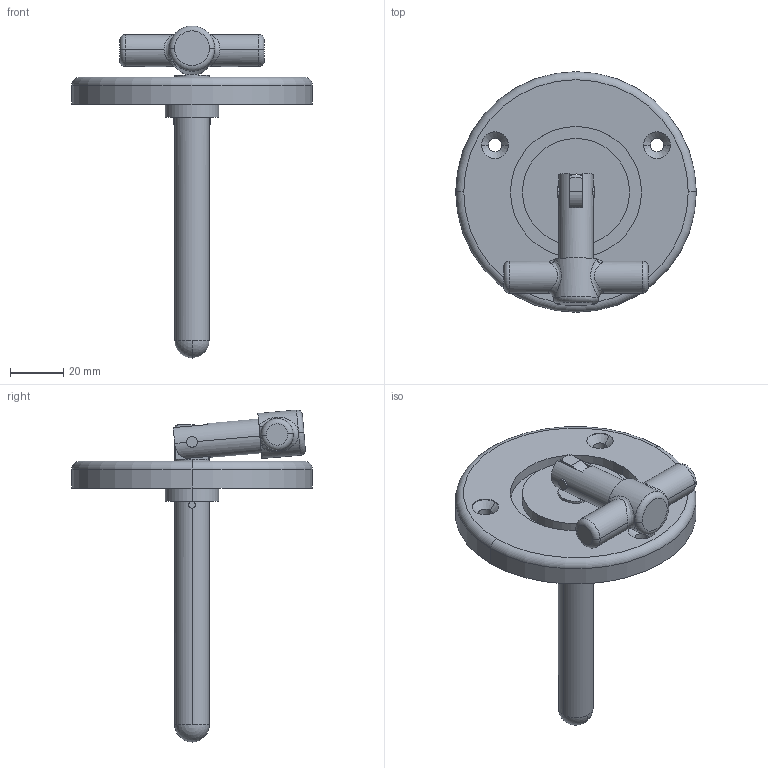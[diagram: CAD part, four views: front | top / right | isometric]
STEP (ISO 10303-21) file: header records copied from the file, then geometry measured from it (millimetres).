
FILE_DESCRIPTION (( 'STEP AP203' ), '1' );
FILE_NAME ('FC-705.STEP', '2017-12-25T01:47:27', ( '' ), ( '' ), 'SwSTEP 2.0', 'SolidWorks 2014', '' );
FILE_SCHEMA (( 'CONFIG_CONTROL_DESIGN' ));
Length unit declared in the file: millimetre
Products named in the file (4): FC-705押棒A_; FC-705押棒B_; FC-705; FC-705フランジ_
Assembly tree (3 placements, depth 2):
  FC-705
    FC-705フランジ_
    FC-705押棒B_
    FC-705押棒A_
Bounding box: 90 x 90 x 124.2 mm (x, y, z)
Volume: 85055 mm3; surface area: 26435.1 mm2
Topology: 3 solids, 3 shells, 91 faces, 213 edges, 130 vertices
Faces by surface type: cylinder 47, plane 23, torus 8, cone 7, bspline 4, sphere 2
Entity records: 4149 total; most frequent: CARTESIAN_POINT 1616, DIRECTION 485, ORIENTED_EDGE 422, EDGE_CURVE 211, AXIS2_PLACEMENT_3D 207, VERTEX_POINT 130, CIRCLE 114, EDGE_LOOP 107
